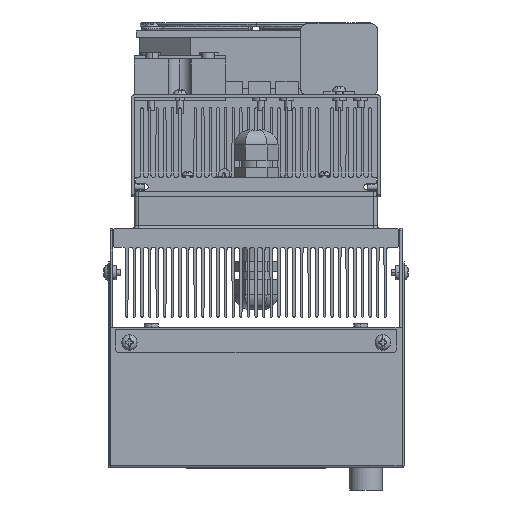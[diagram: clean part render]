
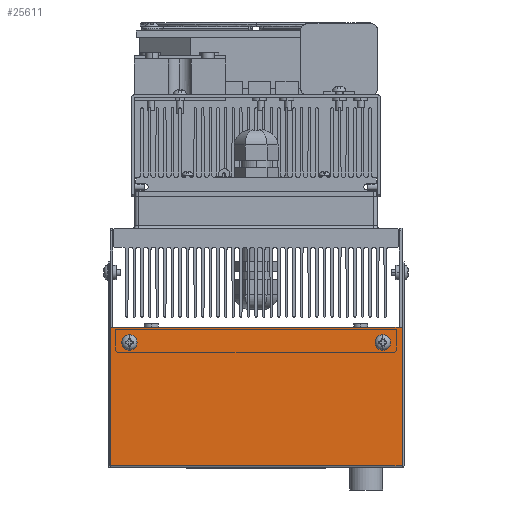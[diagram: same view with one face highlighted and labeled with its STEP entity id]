
A CAD part, front view. The second image highlights one B-rep face of the part: STEP entity #25611.
In plain terms, the highlighted planar face has unit normal (0, -1, 0).
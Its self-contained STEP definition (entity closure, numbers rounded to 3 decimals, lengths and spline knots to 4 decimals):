
#298 = DIRECTION ( 'NONE',  ( 0., 0., -1. ) ) ;
#327 = EDGE_CURVE ( 'NONE', #71467, #99873, #83778, .T. ) ;
#520 = CARTESIAN_POINT ( 'NONE',  ( 150.1136, -13.5544, -24.8592 ) ) ;
#532 = CARTESIAN_POINT ( 'NONE',  ( 144.3136, -13.5544, -24.8592 ) ) ;
#2459 = CARTESIAN_POINT ( 'NONE',  ( 144.6936, -13.5544, -22.3498 ) ) ;
#3522 = DIRECTION ( 'NONE',  ( 0., -1., 0. ) ) ;
#3576 = EDGE_CURVE ( 'NONE', #10863, #66796, #78364, .T. ) ;
#3851 = DIRECTION ( 'NONE',  ( 0., 0., -1. ) ) ;
#4078 = EDGE_CURVE ( 'NONE', #99873, #71467, #23692, .T. ) ;
#4248 = DIRECTION ( 'NONE',  ( 0., 0., 1. ) ) ;
#5661 = VERTEX_POINT ( 'NONE', #532 ) ;
#8256 = EDGE_LOOP ( 'NONE', ( #18488, #97402 ) ) ;
#10863 = VERTEX_POINT ( 'NONE', #89578 ) ;
#11192 = DIRECTION ( 'NONE',  ( 0., 1., 0. ) ) ;
#12627 = AXIS2_PLACEMENT_3D ( 'NONE', #65565, #3522, #3851 ) ;
#15562 = LINE ( 'NONE', #25509, #56796 ) ;
#17627 = ORIENTED_EDGE ( 'NONE', *, *, #4078, .T. ) ;
#18488 = ORIENTED_EDGE ( 'NONE', *, *, #92859, .T. ) ;
#19863 = AXIS2_PLACEMENT_3D ( 'NONE', #97158, #50620, #4248 ) ;
#21649 = FACE_BOUND ( 'NONE', #8256, .T. ) ;
#21710 = EDGE_LOOP ( 'NONE', ( #79354, #27606, #43060, #94071 ) ) ;
#23692 = CIRCLE ( 'NONE', #61783, 0.078 ) ;
#25509 = CARTESIAN_POINT ( 'NONE',  ( 150.0736, -13.5544, -24.8892 ) ) ;
#25611 = ADVANCED_FACE ( 'NONE', ( #26530, #21649, #42249 ), #88969, .T. ) ;
#26530 = FACE_BOUND ( 'NONE', #57988, .T. ) ;
#27606 = ORIENTED_EDGE ( 'NONE', *, *, #85286, .T. ) ;
#35250 = VERTEX_POINT ( 'NONE', #80251 ) ;
#38831 = CARTESIAN_POINT ( 'NONE',  ( 144.6936, -13.5544, -22.4278 ) ) ;
#41278 = DIRECTION ( 'NONE',  ( 0., 1., 0. ) ) ;
#42249 = FACE_OUTER_BOUND ( 'NONE', #21710, .T. ) ;
#43060 = ORIENTED_EDGE ( 'NONE', *, *, #87701, .T. ) ;
#46588 = DIRECTION ( 'NONE',  ( 0., 0., 1. ) ) ;
#46951 = VERTEX_POINT ( 'NONE', #2459 ) ;
#48522 = LINE ( 'NONE', #520, #50942 ) ;
#50620 = DIRECTION ( 'NONE',  ( 0., 1., 0. ) ) ;
#50942 = VECTOR ( 'NONE', #93436, 39.3701 ) ;
#51051 = VERTEX_POINT ( 'NONE', #99264 ) ;
#54520 = CARTESIAN_POINT ( 'NONE',  ( 144.3136, -13.5544, -24.8892 ) ) ;
#55636 = CARTESIAN_POINT ( 'NONE',  ( 150.0736, -13.5544, -22.1278 ) ) ;
#56796 = VECTOR ( 'NONE', #79769, 39.3701 ) ;
#57605 = CARTESIAN_POINT ( 'NONE',  ( 144.6936, -13.5544, -22.4278 ) ) ;
#57725 = VECTOR ( 'NONE', #65003, 39.3701 ) ;
#57988 = EDGE_LOOP ( 'NONE', ( #17627, #71071 ) ) ;
#59470 = AXIS2_PLACEMENT_3D ( 'NONE', #57605, #11192, #65412 ) ;
#61783 = AXIS2_PLACEMENT_3D ( 'NONE', #87807, #41278, #95622 ) ;
#65003 = DIRECTION ( 'NONE',  ( 1., 0., 0. ) ) ;
#65412 = DIRECTION ( 'NONE',  ( 0., 0., 1. ) ) ;
#65565 = CARTESIAN_POINT ( 'NONE',  ( 150.1136, -13.5544, -22.1278 ) ) ;
#66796 = VERTEX_POINT ( 'NONE', #55636 ) ;
#71071 = ORIENTED_EDGE ( 'NONE', *, *, #327, .T. ) ;
#71467 = VERTEX_POINT ( 'NONE', #76712 ) ;
#72798 = CARTESIAN_POINT ( 'NONE',  ( 150.1136, -13.5544, -22.1278 ) ) ;
#74483 = CIRCLE ( 'NONE', #59470, 0.078 ) ;
#76712 = CARTESIAN_POINT ( 'NONE',  ( 149.6936, -13.5544, -22.5058 ) ) ;
#78364 = LINE ( 'NONE', #72798, #57725 ) ;
#79354 = ORIENTED_EDGE ( 'NONE', *, *, #3576, .F. ) ;
#79769 = DIRECTION ( 'NONE',  ( 0., 0., 1. ) ) ;
#80251 = CARTESIAN_POINT ( 'NONE',  ( 144.6936, -13.5544, -22.5058 ) ) ;
#81322 = CARTESIAN_POINT ( 'NONE',  ( 149.6936, -13.5544, -22.3498 ) ) ;
#81809 = VECTOR ( 'NONE', #298, 39.3701 ) ;
#82087 = CIRCLE ( 'NONE', #94436, 0.078 ) ;
#83778 = CIRCLE ( 'NONE', #19863, 0.078 ) ;
#84242 = LINE ( 'NONE', #54520, #81809 ) ;
#85286 = EDGE_CURVE ( 'NONE', #10863, #5661, #84242, .T. ) ;
#87701 = EDGE_CURVE ( 'NONE', #5661, #51051, #48522, .T. ) ;
#87807 = CARTESIAN_POINT ( 'NONE',  ( 149.6936, -13.5544, -22.4278 ) ) ;
#88969 = PLANE ( 'NONE',  #12627 ) ;
#89578 = CARTESIAN_POINT ( 'NONE',  ( 144.3136, -13.5544, -22.1278 ) ) ;
#92859 = EDGE_CURVE ( 'NONE', #46951, #35250, #74483, .T. ) ;
#93143 = DIRECTION ( 'NONE',  ( 0., 1., 0. ) ) ;
#93436 = DIRECTION ( 'NONE',  ( 1., 0., 0. ) ) ;
#94071 = ORIENTED_EDGE ( 'NONE', *, *, #99129, .T. ) ;
#94436 = AXIS2_PLACEMENT_3D ( 'NONE', #38831, #93143, #46588 ) ;
#95622 = DIRECTION ( 'NONE',  ( 0., 0., 1. ) ) ;
#97158 = CARTESIAN_POINT ( 'NONE',  ( 149.6936, -13.5544, -22.4278 ) ) ;
#97402 = ORIENTED_EDGE ( 'NONE', *, *, #100107, .T. ) ;
#99129 = EDGE_CURVE ( 'NONE', #51051, #66796, #15562, .T. ) ;
#99264 = CARTESIAN_POINT ( 'NONE',  ( 150.0736, -13.5544, -24.8592 ) ) ;
#99873 = VERTEX_POINT ( 'NONE', #81322 ) ;
#100107 = EDGE_CURVE ( 'NONE', #35250, #46951, #82087, .T. ) ;
